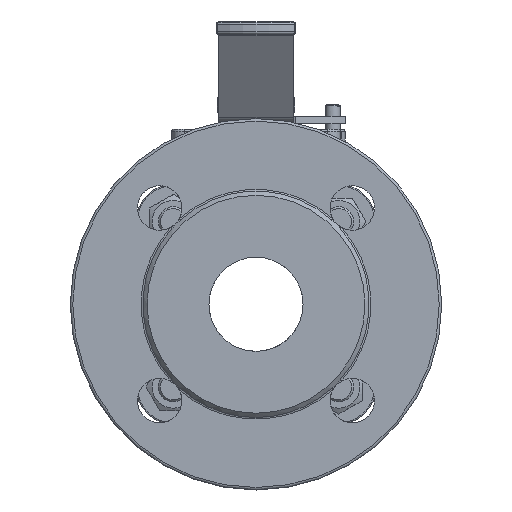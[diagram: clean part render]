
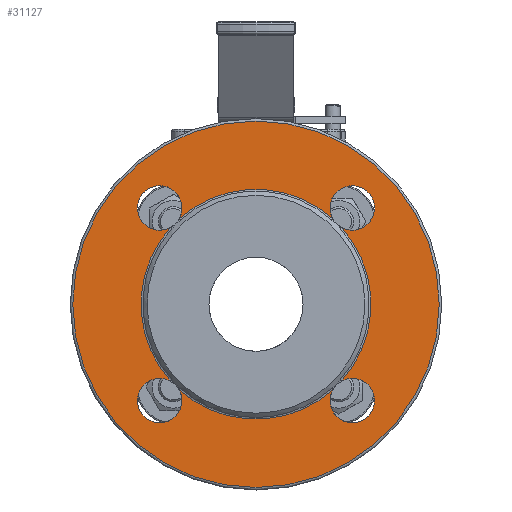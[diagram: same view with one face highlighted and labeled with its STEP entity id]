
A CAD part, left-side view. The second image highlights one B-rep face of the part: STEP entity #31127.
In plain terms, the highlighted face is planar.
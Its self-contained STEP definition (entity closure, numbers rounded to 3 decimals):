
#30528=CARTESIAN_POINT('',(120.5,34.526,31.02));
#30529=VERTEX_POINT('',#30528);
#30548=CARTESIAN_POINT('',(120.5,34.526,-31.02));
#30549=VERTEX_POINT('',#30548);
#30557=CARTESIAN_POINT('',(120.5,0.0,0.0));
#30558=DIRECTION('',(1.0,0.0,0.0));
#30559=DIRECTION('',(0.0,1.0,0.0));
#30560=AXIS2_PLACEMENT_3D('',#30557,#30558,#30559);
#30561=CIRCLE('',#30560,46.414);
#30562=EDGE_CURVE('',#30549,#30529,#30561,.T.);
#30666=CARTESIAN_POINT('',(120.5,-31.02,34.526));
#30667=VERTEX_POINT('',#30666);
#30686=CARTESIAN_POINT('',(120.5,31.02,34.526));
#30687=VERTEX_POINT('',#30686);
#30695=CARTESIAN_POINT('',(120.5,0.0,0.0));
#30696=DIRECTION('',(1.0,0.0,0.0));
#30697=DIRECTION('',(0.0,0.0,1.0));
#30698=AXIS2_PLACEMENT_3D('',#30695,#30696,#30697);
#30699=CIRCLE('',#30698,46.414);
#30700=EDGE_CURVE('',#30687,#30667,#30699,.T.);
#30807=CARTESIAN_POINT('',(120.5,31.02,-34.526));
#30808=VERTEX_POINT('',#30807);
#30827=CARTESIAN_POINT('',(120.5,-31.02,-34.526));
#30828=VERTEX_POINT('',#30827);
#30836=CARTESIAN_POINT('',(120.5,0.0,0.0));
#30837=DIRECTION('',(1.0,0.0,0.0));
#30838=DIRECTION('',(0.0,0.0,-1.0));
#30839=AXIS2_PLACEMENT_3D('',#30836,#30837,#30838);
#30840=CIRCLE('',#30839,46.414);
#30841=EDGE_CURVE('',#30828,#30808,#30840,.T.);
#30943=CARTESIAN_POINT('',(120.5,-34.526,-31.02));
#30944=VERTEX_POINT('',#30943);
#30963=CARTESIAN_POINT('',(120.5,-34.526,31.02));
#30964=VERTEX_POINT('',#30963);
#30972=CARTESIAN_POINT('',(120.5,0.0,0.0));
#30973=DIRECTION('',(1.0,0.0,0.0));
#30974=DIRECTION('',(0.0,-1.0,0.0));
#30975=AXIS2_PLACEMENT_3D('',#30972,#30973,#30974);
#30976=CIRCLE('',#30975,46.414);
#30977=EDGE_CURVE('',#30964,#30944,#30976,.T.);
#31077=CARTESIAN_POINT('',(120.5,-60.5,0.0));
#31078=DIRECTION('',(1.0,0.0,0.0));
#31079=DIRECTION('',(0.0,0.0,-1.0));
#31080=AXIS2_PLACEMENT_3D('',#31077,#31078,#31079);
#31081=PLANE('',#31080);
#31082=CARTESIAN_POINT('',(120.5,-74.0,0.0));
#31083=VERTEX_POINT('',#31082);
#31084=CARTESIAN_POINT('',(120.5,0.0,0.0));
#31085=DIRECTION('',(-1.0,0.0,0.0));
#31086=DIRECTION('',(0.0,1.0,0.0));
#31087=AXIS2_PLACEMENT_3D('',#31084,#31085,#31086);
#31088=CIRCLE('',#31087,74.0);
#31089=EDGE_CURVE('',#31083,#31083,#31088,.T.);
#31090=ORIENTED_EDGE('',*,*,#31089,.F.);
#31091=EDGE_LOOP('',(#31090));
#31092=FACE_OUTER_BOUND('',#31091,.T.);
#31093=ORIENTED_EDGE('',*,*,#30562,.F.);
#31094=CARTESIAN_POINT('',(120.5,38.891,-38.891));
#31095=DIRECTION('',(-1.0,0.0,0.0));
#31096=DIRECTION('',(0.0,1.0,0.0));
#31097=AXIS2_PLACEMENT_3D('',#31094,#31095,#31096);
#31098=CIRCLE('',#31097,9.0);
#31099=EDGE_CURVE('',#30549,#30808,#31098,.T.);
#31100=ORIENTED_EDGE('',*,*,#31099,.T.);
#31101=ORIENTED_EDGE('',*,*,#30841,.F.);
#31102=CARTESIAN_POINT('',(120.5,-38.891,-38.891));
#31103=DIRECTION('',(-1.0,0.0,0.0));
#31104=DIRECTION('',(0.0,0.0,-1.0));
#31105=AXIS2_PLACEMENT_3D('',#31102,#31103,#31104);
#31106=CIRCLE('',#31105,9.0);
#31107=EDGE_CURVE('',#30828,#30944,#31106,.T.);
#31108=ORIENTED_EDGE('',*,*,#31107,.T.);
#31109=ORIENTED_EDGE('',*,*,#30977,.F.);
#31110=CARTESIAN_POINT('',(120.5,-38.891,38.891));
#31111=DIRECTION('',(-1.0,0.0,0.0));
#31112=DIRECTION('',(0.0,-1.0,0.0));
#31113=AXIS2_PLACEMENT_3D('',#31110,#31111,#31112);
#31114=CIRCLE('',#31113,9.0);
#31115=EDGE_CURVE('',#30964,#30667,#31114,.T.);
#31116=ORIENTED_EDGE('',*,*,#31115,.T.);
#31117=ORIENTED_EDGE('',*,*,#30700,.F.);
#31118=CARTESIAN_POINT('',(120.5,38.891,38.891));
#31119=DIRECTION('',(-1.0,0.0,0.0));
#31120=DIRECTION('',(0.0,0.0,1.0));
#31121=AXIS2_PLACEMENT_3D('',#31118,#31119,#31120);
#31122=CIRCLE('',#31121,9.0);
#31123=EDGE_CURVE('',#30687,#30529,#31122,.T.);
#31124=ORIENTED_EDGE('',*,*,#31123,.T.);
#31125=EDGE_LOOP('',(#31093,#31100,#31101,#31108,#31109,#31116,#31117,#31124));
#31126=FACE_BOUND('',#31125,.T.);
#31127=ADVANCED_FACE('',(#31092,#31126),#31081,.T.);
